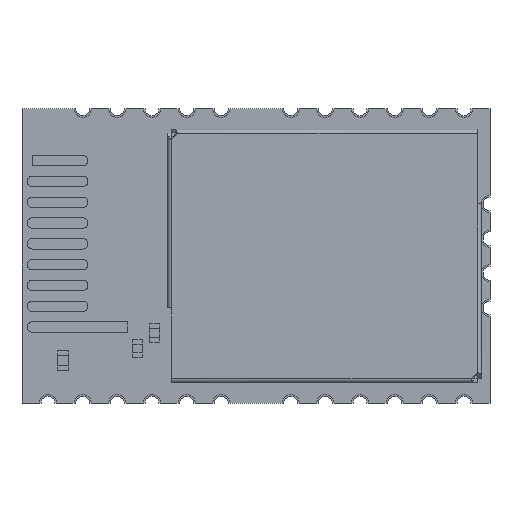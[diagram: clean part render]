
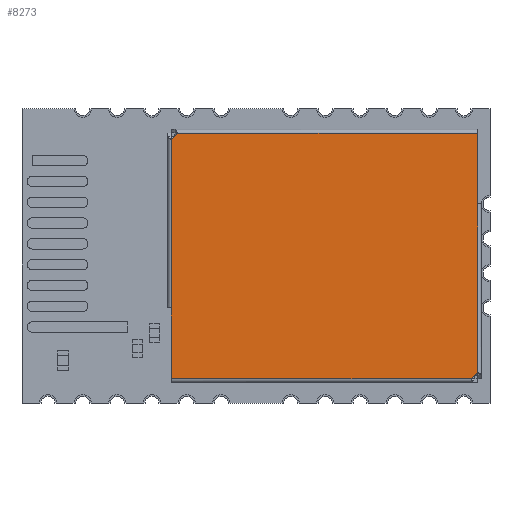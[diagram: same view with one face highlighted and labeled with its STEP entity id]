
A CAD part, top view. The second image highlights one B-rep face of the part: STEP entity #8273.
In plain terms, the highlighted planar face has unit normal (0, 0, 1).
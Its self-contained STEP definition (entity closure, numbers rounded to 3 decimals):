
#2399=ORIENTED_EDGE('',*,*,#3775,.F.);
#2400=ORIENTED_EDGE('',*,*,#3776,.F.);
#2401=ORIENTED_EDGE('',*,*,#3777,.T.);
#2402=ORIENTED_EDGE('',*,*,#3778,.F.);
#2403=ORIENTED_EDGE('',*,*,#3779,.T.);
#2404=ORIENTED_EDGE('',*,*,#3780,.F.);
#2405=ORIENTED_EDGE('',*,*,#3781,.F.);
#2406=ORIENTED_EDGE('',*,*,#3782,.F.);
#3775=EDGE_CURVE('',#4589,#4590,#5465,.T.);
#3776=EDGE_CURVE('',#4591,#4589,#5466,.T.);
#3777=EDGE_CURVE('',#4591,#4592,#5467,.T.);
#3778=EDGE_CURVE('',#4593,#4592,#5468,.T.);
#3779=EDGE_CURVE('',#4593,#4594,#5469,.T.);
#3780=EDGE_CURVE('',#4595,#4594,#5470,.T.);
#3781=EDGE_CURVE('',#4596,#4595,#5471,.T.);
#3782=EDGE_CURVE('',#4590,#4596,#5472,.T.);
#4589=VERTEX_POINT('',#13810);
#4590=VERTEX_POINT('',#13811);
#4591=VERTEX_POINT('',#13813);
#4592=VERTEX_POINT('',#13815);
#4593=VERTEX_POINT('',#13817);
#4594=VERTEX_POINT('',#13819);
#4595=VERTEX_POINT('',#13821);
#4596=VERTEX_POINT('',#13823);
#5465=LINE('',#13809,#6343);
#5466=LINE('',#13812,#6344);
#5467=LINE('',#13814,#6345);
#5468=LINE('',#13816,#6346);
#5469=LINE('',#13818,#6347);
#5470=LINE('',#13820,#6348);
#5471=LINE('',#13822,#6349);
#5472=LINE('',#13824,#6350);
#6343=VECTOR('',#11145,1000.);
#6344=VECTOR('',#11146,1000.);
#6345=VECTOR('',#11147,1000.);
#6346=VECTOR('',#11148,1000.);
#6347=VECTOR('',#11149,1000.);
#6348=VECTOR('',#11150,1000.);
#6349=VECTOR('',#11151,1000.);
#6350=VECTOR('',#11152,1000.);
#6884=EDGE_LOOP('',(#2399,#2400,#2401,#2402,#2403,#2404,#2405,#2406));
#7438=FACE_BOUND('',#6884,.T.);
#7852=PLANE('',#9174);
#8273=ADVANCED_FACE('',(#7438),#7852,.F.);
#9174=AXIS2_PLACEMENT_3D('',#13808,#11143,#11144);
#11143=DIRECTION('',(0.,0.,-1.));
#11144=DIRECTION('',(-1.,0.,0.));
#11145=DIRECTION('',(1.,0.,0.));
#11146=DIRECTION('',(0.707,0.707,0.));
#11147=DIRECTION('',(0.,-1.,0.));
#11148=DIRECTION('',(0.,1.,0.));
#11149=DIRECTION('',(1.,0.,0.));
#11150=DIRECTION('',(-0.707,-0.707,0.));
#11151=DIRECTION('',(0.,-1.,0.));
#11152=DIRECTION('',(0.,-1.,0.));
#13808=CARTESIAN_POINT('',(-9.05,7.08,1.5));
#13809=CARTESIAN_POINT('',(-9.05,7.08,1.5));
#13810=CARTESIAN_POINT('',(-8.476,7.08,1.5));
#13811=CARTESIAN_POINT('',(8.83,7.08,1.5));
#13812=CARTESIAN_POINT('',(-8.83,6.726,1.5));
#13813=CARTESIAN_POINT('',(-8.83,6.726,1.5));
#13814=CARTESIAN_POINT('',(-8.83,7.08,1.5));
#13815=CARTESIAN_POINT('',(-8.83,-3.,1.5));
#13816=CARTESIAN_POINT('',(-8.83,-7.08,1.5));
#13817=CARTESIAN_POINT('',(-8.83,-7.08,1.5));
#13818=CARTESIAN_POINT('',(-9.05,-7.08,1.5));
#13819=CARTESIAN_POINT('',(8.476,-7.08,1.5));
#13820=CARTESIAN_POINT('',(8.83,-6.726,1.5));
#13821=CARTESIAN_POINT('',(8.83,-6.726,1.5));
#13822=CARTESIAN_POINT('',(8.83,7.08,1.5));
#13823=CARTESIAN_POINT('',(8.83,3.,1.5));
#13824=CARTESIAN_POINT('',(8.83,7.08,1.5));
